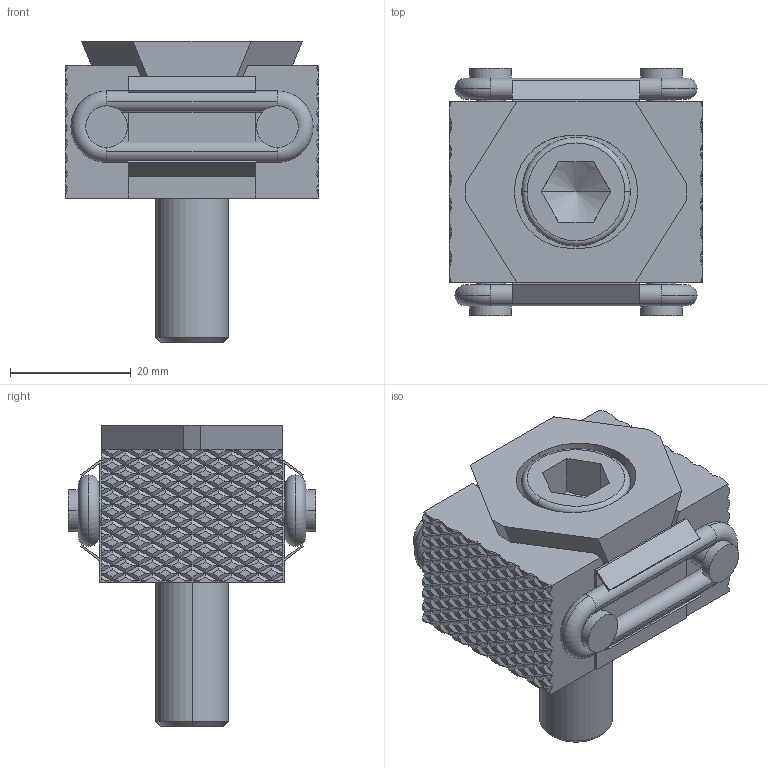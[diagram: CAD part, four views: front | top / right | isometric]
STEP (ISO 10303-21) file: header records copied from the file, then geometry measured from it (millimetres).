
FILE_DESCRIPTION(('STEP AP214'),'1');
FILE_NAME(' ',' ',('TraceParts'),('TraceParts S.A.'),'XStep 1.0',' ',' ');
FILE_SCHEMA(('automotive_design'));
Length unit declared in the file: millimetre
Products named in the file (11): 1; 2; 3; 4; 5; 6; 7; 8; 9; 10; 11
Bounding box: 42 x 41 x 50 mm (x, y, z)
Volume: 34308.8 mm3; surface area: 16415 mm2
Topology: 11 solids, 11 shells, 1459 faces, 3124 edges, 1689 vertices
Faces by surface type: plane 1413, cylinder 30, torus 10, cone 6
Entity records: 73035 total; most frequent: CARTESIAN_POINT 6305, STYLED_ITEM 6281, PRESENTATION_STYLE_ASSIGNMENT 6281, COLOUR_RGB 6281, ORIENTED_EDGE 6244, DIRECTION 6148, EDGE_CURVE 3122, CURVE_STYLE 3122
